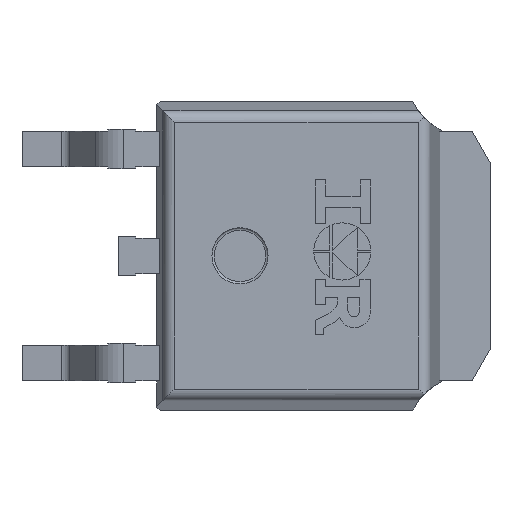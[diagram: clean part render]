
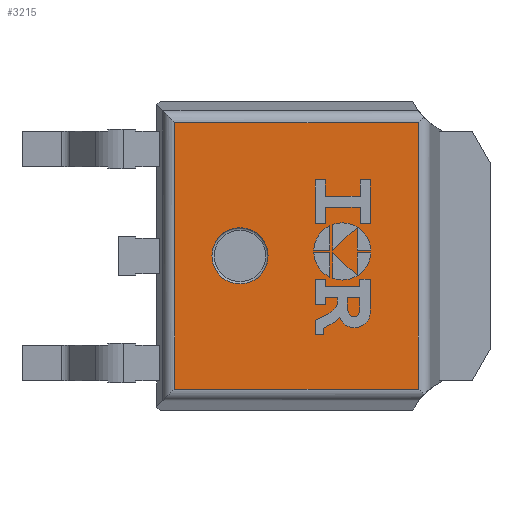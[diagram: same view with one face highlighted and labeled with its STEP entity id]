
A CAD part, top view. The second image highlights one B-rep face of the part: STEP entity #3215.
In plain terms, the highlighted planar face has unit normal (0, 0, 1).
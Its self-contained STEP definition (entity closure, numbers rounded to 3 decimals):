
#34=FACE_BOUND('',#517,.T.);
#110=CIRCLE('',#3485,0.6);
#335=FACE_OUTER_BOUND('',#516,.T.);
#516=EDGE_LOOP('',(#2767,#2768,#2769,#2770));
#517=EDGE_LOOP('',(#2771));
#839=LINE('',#5180,#1195);
#842=LINE('',#5216,#1198);
#845=LINE('',#5233,#1201);
#847=LINE('',#5236,#1203);
#1195=VECTOR('',#4245,1.);
#1198=VECTOR('',#4254,1.);
#1201=VECTOR('',#4273,1.);
#1203=VECTOR('',#4277,1.);
#1505=VERTEX_POINT('',#5177);
#1506=VERTEX_POINT('',#5179);
#1512=VERTEX_POINT('',#5214);
#1518=VERTEX_POINT('',#5231);
#1519=VERTEX_POINT('',#5237);
#1929=EDGE_CURVE('',#1505,#1506,#839,.T.);
#1937=EDGE_CURVE('',#1512,#1505,#842,.T.);
#1945=EDGE_CURVE('',#1518,#1512,#845,.T.);
#1947=EDGE_CURVE('',#1506,#1518,#847,.T.);
#1948=EDGE_CURVE('',#1519,#1519,#110,.T.);
#2767=ORIENTED_EDGE('',*,*,#1929,.F.);
#2768=ORIENTED_EDGE('',*,*,#1937,.F.);
#2769=ORIENTED_EDGE('',*,*,#1945,.F.);
#2770=ORIENTED_EDGE('',*,*,#1947,.F.);
#2771=ORIENTED_EDGE('',*,*,#1948,.T.);
#3046=PLANE('',#3484);
#3215=ADVANCED_FACE('',(#335,#34),#3046,.T.);
#3484=AXIS2_PLACEMENT_3D('',#5235,#4275,#4276);
#3485=AXIS2_PLACEMENT_3D('',#5238,#4278,#4279);
#4245=DIRECTION('',(0.,-1.,0.));
#4254=DIRECTION('',(1.,0.,0.));
#4273=DIRECTION('',(0.,1.,0.));
#4275=DIRECTION('center_axis',(0.,0.,1.));
#4276=DIRECTION('ref_axis',(0.,-1.,0.));
#4277=DIRECTION('',(-1.,0.,0.));
#4278=DIRECTION('center_axis',(0.,0.,-1.));
#4279=DIRECTION('ref_axis',(0.,1.,0.));
#5177=CARTESIAN_POINT('',(3.469,2.848,2.507));
#5179=CARTESIAN_POINT('',(3.469,-2.848,2.507));
#5180=CARTESIAN_POINT('',(3.469,3.314,2.507));
#5214=CARTESIAN_POINT('',(-1.74,2.848,2.507));
#5216=CARTESIAN_POINT('',(2.455,2.848,2.507));
#5231=CARTESIAN_POINT('',(-1.74,-2.848,2.507));
#5233=CARTESIAN_POINT('',(-1.74,3.314,2.507));
#5235=CARTESIAN_POINT('Origin',(0.93,0.,2.507));
#5236=CARTESIAN_POINT('',(2.455,-2.848,2.507));
#5237=CARTESIAN_POINT('',(-0.342,-0.6,2.507));
#5238=CARTESIAN_POINT('Origin',(-0.342,0.,
2.507));
